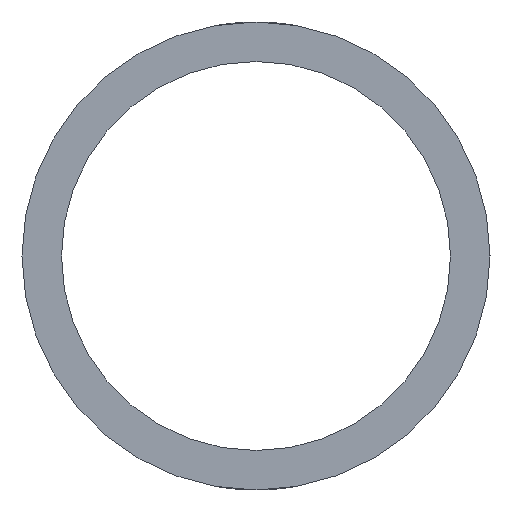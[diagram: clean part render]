
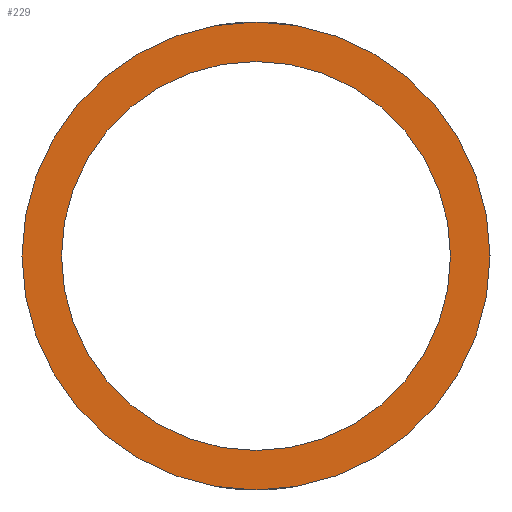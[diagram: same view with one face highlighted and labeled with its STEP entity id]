
A CAD part, left-side view. The second image highlights one B-rep face of the part: STEP entity #229.
In plain terms, the highlighted planar face has unit normal (-1, 0, 0).
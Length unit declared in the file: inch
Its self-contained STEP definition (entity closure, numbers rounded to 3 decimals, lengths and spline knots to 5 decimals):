
#14=PLANE('',#265);
#16=CIRCLE('',#260,0.69);
#18=CIRCLE('',#263,0.83);
#46=FACE_BOUND('',#97,.T.);
#58=FACE_OUTER_BOUND('',#96,.T.);
#96=EDGE_LOOP('',(#192));
#97=EDGE_LOOP('',(#193));
#132=VERTEX_POINT('',#871);
#134=VERTEX_POINT('',#876);
#152=EDGE_CURVE('',#132,#132,#16,.T.);
#154=EDGE_CURVE('',#134,#134,#18,.T.);
#192=ORIENTED_EDGE('',*,*,#154,.F.);
#193=ORIENTED_EDGE('',*,*,#152,.T.);
#229=ADVANCED_FACE('',(#58,#46),#14,.F.);
#260=AXIS2_PLACEMENT_3D('',#872,#287,#288);
#263=AXIS2_PLACEMENT_3D('',#877,#293,#294);
#265=AXIS2_PLACEMENT_3D('',#880,#297,#298);
#287=DIRECTION('center_axis',(1.,0.,0.));
#288=DIRECTION('ref_axis',(0.,0.,-1.));
#293=DIRECTION('center_axis',(1.,0.,0.));
#294=DIRECTION('ref_axis',(0.,0.,-1.));
#297=DIRECTION('center_axis',(1.,0.,0.));
#298=DIRECTION('ref_axis',(0.,0.,-1.));
#871=CARTESIAN_POINT('',(-36.,0.,-0.69));
#872=CARTESIAN_POINT('Origin',(-36.,0.,0.));
#876=CARTESIAN_POINT('',(-36.,0.,-0.83));
#877=CARTESIAN_POINT('Origin',(-36.,0.,0.));
#880=CARTESIAN_POINT('Origin',(-36.,0.,0.));
